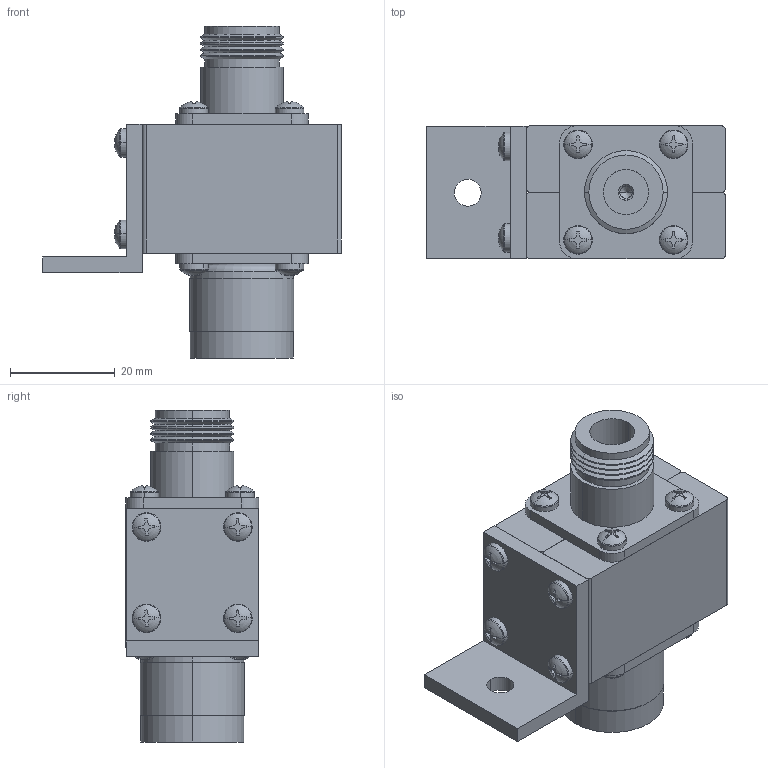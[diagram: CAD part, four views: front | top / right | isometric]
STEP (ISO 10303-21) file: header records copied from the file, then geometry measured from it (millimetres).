
FILE_DESCRIPTION (( 'STEP AP214' ), '1' );
FILE_NAME ('LCSP1028.STEP', '2018-04-11T20:08:49', ( '' ), ( '' ), 'SwSTEP 2.0', 'SolidWorks 2017', '' );
FILE_SCHEMA (( 'AUTOMOTIVE_DESIGN' ));
Length unit declared in the file: inch
Products named in the file (15): 2012-6100; 9040-0594; 5330-001; 5210-0018; 2003-3421_BLK; LCSP1028; 1081-0251-05; 4033-0172; 9040-0592; 2011-6100; 2011-6100-02; 5100-0002; MFGTDI-043^9040-0592; 4001-0061; 2103-190
Assembly tree (24 placements, depth 4):
  LCSP1028
    5210-0018
    5100-0002
    2003-3421_BLK
    2012-6100
    1081-0251-05  x12
    9040-0592
      4001-0061
      4033-0172
      2011-6100-02
        2011-6100
    9040-0594
      5330-001
      2103-190
  MFGTDI-043^9040-0592
Bounding box: 57.18 x 25.53 x 63.5 mm (x, y, z)
Volume: 31167.3 mm3; surface area: 22040.8 mm2
Topology: 21 solids, 21 shells, 1621 faces, 3592 edges, 2038 vertices
Faces by surface type: cone 646, cylinder 557, plane 356, torus 54, bspline 6, sphere 2
Entity records: 14016 total; most frequent: CARTESIAN_POINT 2558, DIRECTION 2409, ORIENTED_EDGE 2080, EDGE_CURVE 1040, AXIS2_PLACEMENT_3D 930, VERTEX_POINT 641, VECTOR 549, LINE 549
